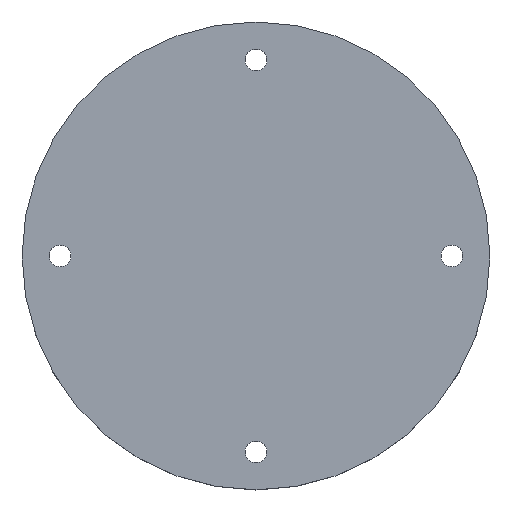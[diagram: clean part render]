
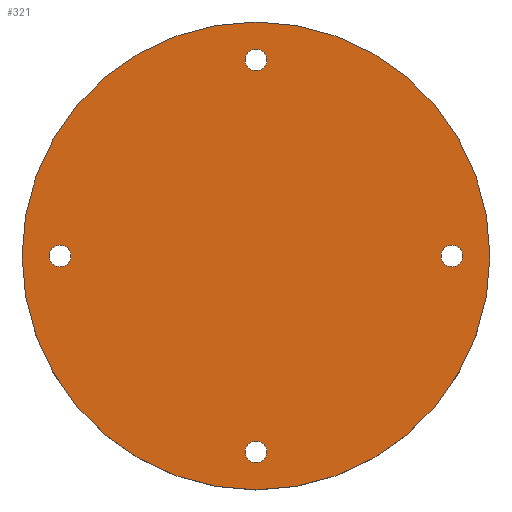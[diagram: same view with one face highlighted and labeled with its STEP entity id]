
A CAD part, top view. The second image highlights one B-rep face of the part: STEP entity #321.
In plain terms, the highlighted planar face has unit normal (0, 0, 1).
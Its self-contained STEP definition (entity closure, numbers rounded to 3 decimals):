
#20=FACE_BOUND('',#63,.T.);
#21=FACE_BOUND('',#64,.T.);
#22=FACE_BOUND('',#65,.T.);
#23=FACE_BOUND('',#66,.T.);
#26=PLANE('',#375);
#41=FACE_OUTER_BOUND('',#62,.T.);
#62=EDGE_LOOP('',(#259,#260));
#63=EDGE_LOOP('',(#261));
#64=EDGE_LOOP('',(#262));
#65=EDGE_LOOP('',(#263));
#66=EDGE_LOOP('',(#264));
#127=CIRCLE('',#354,0.8);
#130=CIRCLE('',#358,0.8);
#133=CIRCLE('',#362,0.8);
#136=CIRCLE('',#366,0.8);
#141=CIRCLE('',#373,17.25);
#142=CIRCLE('',#374,17.25);
#147=VERTEX_POINT('',#491);
#150=VERTEX_POINT('',#499);
#153=VERTEX_POINT('',#507);
#156=VERTEX_POINT('',#515);
#161=VERTEX_POINT('',#528);
#162=VERTEX_POINT('',#529);
#180=EDGE_CURVE('',#147,#147,#127,.T.);
#184=EDGE_CURVE('',#150,#150,#130,.T.);
#188=EDGE_CURVE('',#153,#153,#133,.T.);
#192=EDGE_CURVE('',#156,#156,#136,.T.);
#197=EDGE_CURVE('',#161,#162,#141,.T.);
#198=EDGE_CURVE('',#162,#161,#142,.T.);
#259=ORIENTED_EDGE('',*,*,#197,.T.);
#260=ORIENTED_EDGE('',*,*,#198,.T.);
#261=ORIENTED_EDGE('',*,*,#180,.T.);
#262=ORIENTED_EDGE('',*,*,#184,.T.);
#263=ORIENTED_EDGE('',*,*,#188,.T.);
#264=ORIENTED_EDGE('',*,*,#192,.T.);
#321=ADVANCED_FACE('',(#41,#20,#21,#22,#23),#26,.T.);
#354=AXIS2_PLACEMENT_3D('',#493,#396,#397);
#358=AXIS2_PLACEMENT_3D('',#501,#405,#406);
#362=AXIS2_PLACEMENT_3D('',#509,#414,#415);
#366=AXIS2_PLACEMENT_3D('',#517,#423,#424);
#373=AXIS2_PLACEMENT_3D('',#530,#437,#438);
#374=AXIS2_PLACEMENT_3D('',#531,#439,#440);
#375=AXIS2_PLACEMENT_3D('',#533,#442,#443);
#396=DIRECTION('center_axis',(0.,0.,
-1.));
#397=DIRECTION('ref_axis',(1.,0.,0.));
#405=DIRECTION('center_axis',(0.,0.,
-1.));
#406=DIRECTION('ref_axis',(1.,0.,0.));
#414=DIRECTION('center_axis',(0.,0.,
-1.));
#415=DIRECTION('ref_axis',(1.,0.,0.));
#423=DIRECTION('center_axis',(0.,0.,
-1.));
#424=DIRECTION('ref_axis',(1.,0.,0.));
#437=DIRECTION('center_axis',(0.,0.,
1.));
#438=DIRECTION('ref_axis',(1.,0.,0.));
#439=DIRECTION('center_axis',(0.,0.,
1.));
#440=DIRECTION('ref_axis',(1.,0.,0.));
#442=DIRECTION('center_axis',(0.,0.,
1.));
#443=DIRECTION('ref_axis',(1.,0.,0.));
#491=CARTESIAN_POINT('',(-0.8,14.45,7.));
#493=CARTESIAN_POINT('Origin',(0.,14.45,7.));
#499=CARTESIAN_POINT('',(13.65,0.,7.));
#501=CARTESIAN_POINT('Origin',(14.45,0.,7.));
#507=CARTESIAN_POINT('',(-15.25,0.,7.));
#509=CARTESIAN_POINT('Origin',(-14.45,0.,7.));
#515=CARTESIAN_POINT('',(-0.8,-14.45,7.));
#517=CARTESIAN_POINT('Origin',(0.,-14.45,7.));
#528=CARTESIAN_POINT('',(17.25,0.,7.));
#529=CARTESIAN_POINT('',(-17.25,0.,7.));
#530=CARTESIAN_POINT('Origin',(0.,0.,7.));
#531=CARTESIAN_POINT('Origin',(0.,0.,7.));
#533=CARTESIAN_POINT('Origin',(0.,0.,
7.));
